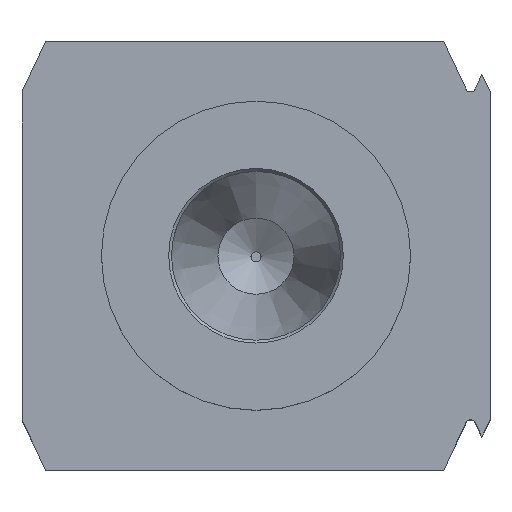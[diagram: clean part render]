
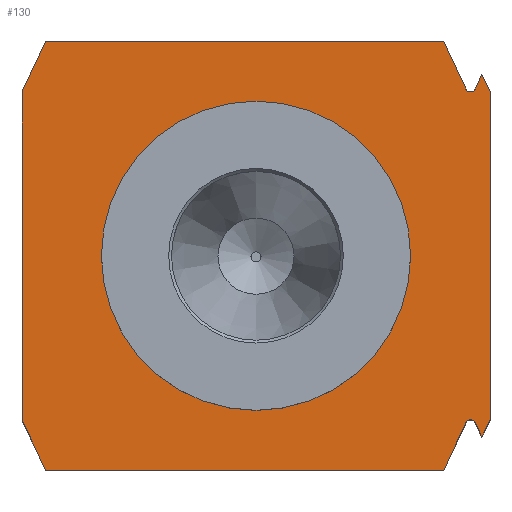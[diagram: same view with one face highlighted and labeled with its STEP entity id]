
A CAD part, top view. The second image highlights one B-rep face of the part: STEP entity #130.
In plain terms, the highlighted planar face has unit normal (0, 0, 1).
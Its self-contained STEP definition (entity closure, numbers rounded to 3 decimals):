
#130=ADVANCED_FACE('',(#463,#465),#467,.T.);
#463=FACE_BOUND('',#464,.T.);
#464=EDGE_LOOP('',(#770,#771,#772,#773,#774,#775,#776,#777,#778,#779,#780,#781,#782,
#783));
#465=FACE_BOUND('',#466,.T.);
#466=EDGE_LOOP('',(#784));
#467=PLANE('',#468);
#468=AXIS2_PLACEMENT_3D('',#469,#470,#471);
#469=CARTESIAN_POINT('',(0.,0.,1.86));
#470=DIRECTION('',(0.,0.,1.));
#471=DIRECTION('',(1.,0.,0.));
#770=ORIENTED_EDGE('',*,*,#896,.T.);
#771=ORIENTED_EDGE('',*,*,#897,.T.);
#772=ORIENTED_EDGE('',*,*,#898,.T.);
#773=ORIENTED_EDGE('',*,*,#899,.T.);
#774=ORIENTED_EDGE('',*,*,#900,.T.);
#775=ORIENTED_EDGE('',*,*,#901,.T.);
#776=ORIENTED_EDGE('',*,*,#902,.T.);
#777=ORIENTED_EDGE('',*,*,#903,.T.);
#778=ORIENTED_EDGE('',*,*,#904,.T.);
#779=ORIENTED_EDGE('',*,*,#905,.T.);
#780=ORIENTED_EDGE('',*,*,#906,.T.);
#781=ORIENTED_EDGE('',*,*,#907,.T.);
#782=ORIENTED_EDGE('',*,*,#908,.T.);
#783=ORIENTED_EDGE('',*,*,#909,.T.);
#784=ORIENTED_EDGE('',*,*,#910,.T.);
#896=EDGE_CURVE('',#974,#975,#976,.F.);
#897=EDGE_CURVE('',#975,#977,#978,.F.);
#898=EDGE_CURVE('',#977,#979,#980,.F.);
#899=EDGE_CURVE('',#979,#981,#982,.T.);
#900=EDGE_CURVE('',#981,#983,#984,.T.);
#901=EDGE_CURVE('',#983,#985,#986,.T.);
#902=EDGE_CURVE('',#985,#987,#988,.T.);
#903=EDGE_CURVE('',#987,#989,#990,.T.);
#904=EDGE_CURVE('',#989,#991,#992,.F.);
#905=EDGE_CURVE('',#991,#993,#994,.F.);
#906=EDGE_CURVE('',#993,#995,#996,.F.);
#907=EDGE_CURVE('',#995,#997,#998,.T.);
#908=EDGE_CURVE('',#997,#999,#1000,.T.);
#909=EDGE_CURVE('',#999,#974,#1001,.T.);
#910=EDGE_CURVE('',#1002,#1002,#1003,.F.);
#974=VERTEX_POINT('',#1119);
#975=VERTEX_POINT('',#1120);
#976=LINE('',#1121,#1122);
#977=VERTEX_POINT('',#1124);
#978=CIRCLE('',#1125,0.03);
#979=VERTEX_POINT('',#1129);
#980=LINE('',#1130,#1131);
#981=VERTEX_POINT('',#1133);
#982=LINE('',#1134,#1135);
#983=VERTEX_POINT('',#1137);
#984=LINE('',#1138,#1139);
#985=VERTEX_POINT('',#1141);
#986=LINE('',#1142,#1143);
#987=VERTEX_POINT('',#1145);
#988=LINE('',#1146,#1147);
#989=VERTEX_POINT('',#1149);
#990=LINE('',#1150,#1151);
#991=VERTEX_POINT('',#1153);
#992=LINE('',#1154,#1155);
#993=VERTEX_POINT('',#1157);
#994=CIRCLE('',#1158,0.03);
#995=VERTEX_POINT('',#1162);
#996=LINE('',#1163,#1164);
#997=VERTEX_POINT('',#1166);
#998=LINE('',#1167,#1168);
#999=VERTEX_POINT('',#1170);
#1000=LINE('',#1171,#1172);
#1001=LINE('',#1174,#1175);
#1002=VERTEX_POINT('',#1177);
#1003=CIRCLE('',#1178,0.66);
#1119=CARTESIAN_POINT('',(1.337,1.073,1.86));
#1120=CARTESIAN_POINT('',(1.297,0.987,1.86));
#1121=CARTESIAN_POINT('',(1.297,0.987,1.86));
#1122=VECTOR('',#1123,1.);
#1123=DIRECTION('',(0.423,0.906,0.));
#1124=CARTESIAN_POINT('',(1.243,0.987,1.86));
#1125=AXIS2_PLACEMENT_3D('',#1126,#1127,#1128);
#1126=CARTESIAN_POINT('',(1.27,1.,1.86));
#1127=DIRECTION('',(-0.,0.,1.));
#1128=DIRECTION('',(-0.906,-0.423,0.));
#1129=CARTESIAN_POINT('',(1.111,1.27,1.86));
#1130=CARTESIAN_POINT('',(1.111,1.27,1.86));
#1131=VECTOR('',#1132,1.);
#1132=DIRECTION('',(0.423,-0.906,0.));
#1133=CARTESIAN_POINT('',(-1.245,1.27,1.86));
#1134=CARTESIAN_POINT('',(1.111,1.27,1.86));
#1135=VECTOR('',#1136,1.);
#1136=DIRECTION('',(-1.,0.,0.));
#1137=CARTESIAN_POINT('',(-1.385,0.97,1.86));
#1138=CARTESIAN_POINT('',(-1.245,1.27,1.86));
#1139=VECTOR('',#1140,1.);
#1140=DIRECTION('',(-0.423,-0.906,0.));
#1141=CARTESIAN_POINT('',(-1.385,-0.97,1.86));
#1142=CARTESIAN_POINT('',(-1.385,0.97,1.86));
#1143=VECTOR('',#1144,1.);
#1144=DIRECTION('',(0.,-1.,0.));
#1145=CARTESIAN_POINT('',(-1.245,-1.27,1.86));
#1146=CARTESIAN_POINT('',(-1.385,-0.97,1.86));
#1147=VECTOR('',#1148,1.);
#1148=DIRECTION('',(0.423,-0.906,0.));
#1149=CARTESIAN_POINT('',(1.111,-1.27,1.86));
#1150=CARTESIAN_POINT('',(-1.245,-1.27,1.86));
#1151=VECTOR('',#1152,1.);
#1152=DIRECTION('',(1.,0.,0.));
#1153=CARTESIAN_POINT('',(1.243,-0.987,1.86));
#1154=CARTESIAN_POINT('',(1.243,-0.987,1.86));
#1155=VECTOR('',#1156,1.);
#1156=DIRECTION('',(-0.423,-0.906,0.));
#1157=CARTESIAN_POINT('',(1.297,-0.987,1.86));
#1158=AXIS2_PLACEMENT_3D('',#1159,#1160,#1161);
#1159=CARTESIAN_POINT('',(1.27,-1.,1.86));
#1160=DIRECTION('',(0.,-0.,1.));
#1161=DIRECTION('',(0.906,0.423,0.));
#1162=CARTESIAN_POINT('',(1.337,-1.073,1.86));
#1163=CARTESIAN_POINT('',(1.337,-1.073,1.86));
#1164=VECTOR('',#1165,1.);
#1165=DIRECTION('',(-0.423,0.906,0.));
#1166=CARTESIAN_POINT('',(1.385,-0.97,1.86));
#1167=CARTESIAN_POINT('',(1.337,-1.073,1.86));
#1168=VECTOR('',#1169,1.);
#1169=DIRECTION('',(0.423,0.906,0.));
#1170=CARTESIAN_POINT('',(1.385,0.97,1.86));
#1171=CARTESIAN_POINT('',(1.385,-0.97,1.86));
#1172=VECTOR('',#1173,1.);
#1173=DIRECTION('',(0.,1.,0.));
#1174=CARTESIAN_POINT('',(1.385,0.97,1.86));
#1175=VECTOR('',#1176,1.);
#1176=DIRECTION('',(-0.423,0.906,0.));
#1177=CARTESIAN_POINT('',(0.66,0.,1.86));
#1178=AXIS2_PLACEMENT_3D('',#1179,#1180,#1181);
#1179=CARTESIAN_POINT('',(0.,0.,1.86));
#1180=DIRECTION('',(0.,0.,1.));
#1181=DIRECTION('',(1.,0.,0.));
